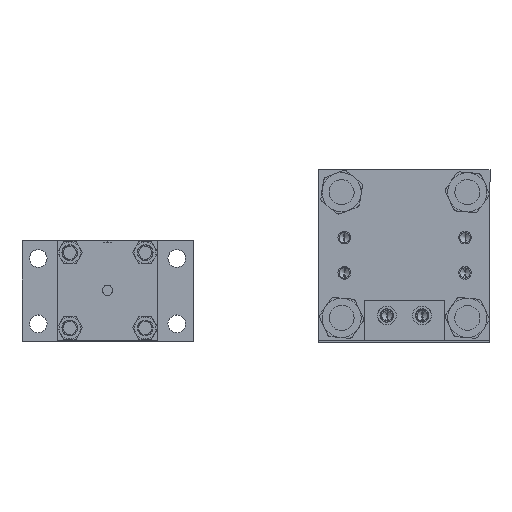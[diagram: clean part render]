
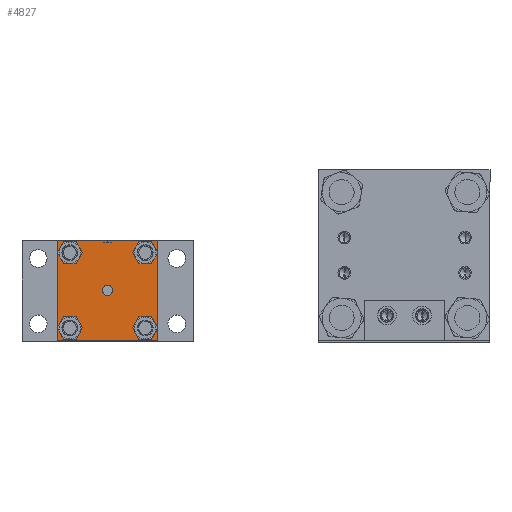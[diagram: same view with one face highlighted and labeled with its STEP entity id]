
A CAD part, top view. The second image highlights one B-rep face of the part: STEP entity #4827.
In plain terms, the highlighted planar face has unit normal (0, 0, 1).
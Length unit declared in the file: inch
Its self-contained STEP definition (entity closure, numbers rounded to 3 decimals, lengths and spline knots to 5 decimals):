
#53 = FACE_BOUND ( 'NONE', #1450, .T. ) ;
#381 = EDGE_CURVE ( 'NONE', #7100, #7942, #12852, .T. ) ;
#435 = DIRECTION ( 'NONE',  ( 1., 0., 0. ) ) ;
#607 = ORIENTED_EDGE ( 'NONE', *, *, #13020, .F. ) ;
#622 = DIRECTION ( 'NONE',  ( 1., 0., 0. ) ) ;
#643 = CARTESIAN_POINT ( 'NONE',  ( 4.77646, 7.39306, 0.5 ) ) ;
#709 = EDGE_LOOP ( 'NONE', ( #7044, #3402, #5531, #15603 ) ) ;
#813 = CARTESIAN_POINT ( 'NONE',  ( 6.83446, 7.39306, 0.5 ) ) ;
#816 = DIRECTION ( 'NONE',  ( 0., 0., 1. ) ) ;
#942 = DIRECTION ( 'NONE',  ( 1., 0., 0. ) ) ;
#1074 = CARTESIAN_POINT ( 'NONE',  ( 4.96446, 7.39306, 0.5 ) ) ;
#1105 = DIRECTION ( 'NONE',  ( 1., 0., 0. ) ) ;
#1226 = ORIENTED_EDGE ( 'NONE', *, *, #12924, .F. ) ;
#1299 = VERTEX_POINT ( 'NONE', #7534 ) ;
#1450 = EDGE_LOOP ( 'NONE', ( #607, #9619 ) ) ;
#1708 = DIRECTION ( 'NONE',  ( 0., 0., 1. ) ) ;
#2040 = EDGE_LOOP ( 'NONE', ( #14865, #4457 ) ) ;
#2324 = AXIS2_PLACEMENT_3D ( 'NONE', #4141, #12720, #622 ) ;
#2453 = VERTEX_POINT ( 'NONE', #11906 ) ;
#2496 = CARTESIAN_POINT ( 'NONE',  ( 5.89946, 8.32806, 0.5 ) ) ;
#2654 = EDGE_CURVE ( 'NONE', #8565, #6993, #7106, .T. ) ;
#2891 = ORIENTED_EDGE ( 'NONE', *, *, #5604, .F. ) ;
#2909 = CARTESIAN_POINT ( 'NONE',  ( 4.64946, 7.07806, 0.5 ) ) ;
#3246 = CARTESIAN_POINT ( 'NONE',  ( 7.02246, 7.39306, 0.5 ) ) ;
#3255 = DIRECTION ( 'NONE',  ( 0., 0., 1. ) ) ;
#3257 = CIRCLE ( 'NONE', #7614, 0.188 ) ;
#3274 = VERTEX_POINT ( 'NONE', #4560 ) ;
#3402 = ORIENTED_EDGE ( 'NONE', *, *, #2654, .T. ) ;
#3621 = FACE_BOUND ( 'NONE', #8382, .T. ) ;
#4049 = VERTEX_POINT ( 'NONE', #12854 ) ;
#4141 = CARTESIAN_POINT ( 'NONE',  ( 5.89946, 8.32806, 0.5 ) ) ;
#4324 = CIRCLE ( 'NONE', #4612, 0.188 ) ;
#4457 = ORIENTED_EDGE ( 'NONE', *, *, #4461, .F. ) ;
#4461 = EDGE_CURVE ( 'NONE', #7273, #8848, #3257, .T. ) ;
#4522 = DIRECTION ( 'NONE',  ( 0., 0., 1. ) ) ;
#4545 = DIRECTION ( 'NONE',  ( 1., 0., 0. ) ) ;
#4560 = CARTESIAN_POINT ( 'NONE',  ( 7.14946, 9.57806, 0.5 ) ) ;
#4602 = CARTESIAN_POINT ( 'NONE',  ( 4.96446, 9.26306, 0.5 ) ) ;
#4612 = AXIS2_PLACEMENT_3D ( 'NONE', #813, #5627, #4545 ) ;
#4621 = EDGE_CURVE ( 'NONE', #1299, #15097, #12027, .T. ) ;
#4638 = CARTESIAN_POINT ( 'NONE',  ( 4.64946, 9.57806, 0.5 ) ) ;
#4827 = ADVANCED_FACE ( 'NONE', ( #3621, #12195, #5918, #5347, #6107, #53 ), #6375, .T. ) ;
#5347 = FACE_BOUND ( 'NONE', #6180, .T. ) ;
#5355 = CARTESIAN_POINT ( 'NONE',  ( 5.89946, 7.07806, 0.5 ) ) ;
#5518 = VERTEX_POINT ( 'NONE', #5618 ) ;
#5531 = ORIENTED_EDGE ( 'NONE', *, *, #12634, .T. ) ;
#5604 = EDGE_CURVE ( 'NONE', #4049, #7473, #6265, .T. ) ;
#5618 = CARTESIAN_POINT ( 'NONE',  ( 6.02601, 8.32806, 0.5 ) ) ;
#5627 = DIRECTION ( 'NONE',  ( 0., 0., 1. ) ) ;
#5808 = VERTEX_POINT ( 'NONE', #9827 ) ;
#5918 = FACE_BOUND ( 'NONE', #2040, .T. ) ;
#6107 = FACE_OUTER_BOUND ( 'NONE', #709, .T. ) ;
#6120 = EDGE_LOOP ( 'NONE', ( #6228, #10575 ) ) ;
#6180 = EDGE_LOOP ( 'NONE', ( #2891, #1226 ) ) ;
#6228 = ORIENTED_EDGE ( 'NONE', *, *, #381, .F. ) ;
#6265 = CIRCLE ( 'NONE', #10217, 0.188 ) ;
#6277 = CARTESIAN_POINT ( 'NONE',  ( 4.64946, 5.57249, 0.5 ) ) ;
#6375 = PLANE ( 'NONE',  #15445 ) ;
#6736 = DIRECTION ( 'NONE',  ( 1., 0., 0. ) ) ;
#6957 = LINE ( 'NONE', #12910, #12498 ) ;
#6993 = VERTEX_POINT ( 'NONE', #2909 ) ;
#7038 = DIRECTION ( 'NONE',  ( 1., 0., 0. ) ) ;
#7044 = ORIENTED_EDGE ( 'NONE', *, *, #10887, .F. ) ;
#7100 = VERTEX_POINT ( 'NONE', #13902 ) ;
#7106 = LINE ( 'NONE', #6277, #11872 ) ;
#7273 = VERTEX_POINT ( 'NONE', #14590 ) ;
#7473 = VERTEX_POINT ( 'NONE', #643 ) ;
#7534 = CARTESIAN_POINT ( 'NONE',  ( 6.64646, 7.39306, 0.5 ) ) ;
#7614 = AXIS2_PLACEMENT_3D ( 'NONE', #15446, #11727, #942 ) ;
#7942 = VERTEX_POINT ( 'NONE', #9784 ) ;
#7981 = CIRCLE ( 'NONE', #13246, 0.12655 ) ;
#8075 = LINE ( 'NONE', #9344, #14528 ) ;
#8189 = EDGE_CURVE ( 'NONE', #5518, #2453, #10853, .T. ) ;
#8382 = EDGE_LOOP ( 'NONE', ( #11897, #13478 ) ) ;
#8565 = VERTEX_POINT ( 'NONE', #4638 ) ;
#8776 = CARTESIAN_POINT ( 'NONE',  ( 5.89946, 5.57249, 0.5 ) ) ;
#8848 = VERTEX_POINT ( 'NONE', #8887 ) ;
#8887 = CARTESIAN_POINT ( 'NONE',  ( 5.15246, 9.26306, 0.5 ) ) ;
#8941 = CIRCLE ( 'NONE', #11168, 0.188 ) ;
#9048 = EDGE_CURVE ( 'NONE', #3274, #5808, #6957, .T. ) ;
#9088 = DIRECTION ( 'NONE',  ( 0., -1., 0. ) ) ;
#9137 = DIRECTION ( 'NONE',  ( 1., 0., 0. ) ) ;
#9344 = CARTESIAN_POINT ( 'NONE',  ( 5.89946, 9.57806, 0.5 ) ) ;
#9561 = DIRECTION ( 'NONE',  ( 1., 0., 0. ) ) ;
#9619 = ORIENTED_EDGE ( 'NONE', *, *, #8189, .F. ) ;
#9784 = CARTESIAN_POINT ( 'NONE',  ( 6.64646, 9.26306, 0.5 ) ) ;
#9827 = CARTESIAN_POINT ( 'NONE',  ( 7.14946, 7.07806, 0.5 ) ) ;
#10006 = AXIS2_PLACEMENT_3D ( 'NONE', #4602, #13101, #7038 ) ;
#10217 = AXIS2_PLACEMENT_3D ( 'NONE', #1074, #3255, #9561 ) ;
#10236 = CARTESIAN_POINT ( 'NONE',  ( 6.83446, 9.26306, 0.5 ) ) ;
#10575 = ORIENTED_EDGE ( 'NONE', *, *, #13448, .F. ) ;
#10607 = DIRECTION ( 'NONE',  ( 1., 0., 0. ) ) ;
#10675 = CIRCLE ( 'NONE', #15275, 0.188 ) ;
#10853 = CIRCLE ( 'NONE', #2324, 0.12655 ) ;
#10887 = EDGE_CURVE ( 'NONE', #8565, #3274, #8075, .T. ) ;
#10903 = LINE ( 'NONE', #5355, #15184 ) ;
#11062 = DIRECTION ( 'NONE',  ( 1., 0., 0. ) ) ;
#11070 = EDGE_CURVE ( 'NONE', #8848, #7273, #11709, .T. ) ;
#11100 = AXIS2_PLACEMENT_3D ( 'NONE', #14005, #816, #9137 ) ;
#11168 = AXIS2_PLACEMENT_3D ( 'NONE', #11833, #4522, #14365 ) ;
#11368 = DIRECTION ( 'NONE',  ( 1., 0., 0. ) ) ;
#11709 = CIRCLE ( 'NONE', #10006, 0.188 ) ;
#11727 = DIRECTION ( 'NONE',  ( 0., 0., 1. ) ) ;
#11833 = CARTESIAN_POINT ( 'NONE',  ( 4.96446, 7.39306, 0.5 ) ) ;
#11872 = VECTOR ( 'NONE', #13611, 39.37008 ) ;
#11897 = ORIENTED_EDGE ( 'NONE', *, *, #14158, .F. ) ;
#11906 = CARTESIAN_POINT ( 'NONE',  ( 5.77291, 8.32806, 0.5 ) ) ;
#12027 = CIRCLE ( 'NONE', #14356, 0.188 ) ;
#12030 = CARTESIAN_POINT ( 'NONE',  ( 6.83446, 7.39306, 0.5 ) ) ;
#12195 = FACE_BOUND ( 'NONE', #6120, .T. ) ;
#12498 = VECTOR ( 'NONE', #9088, 39.37008 ) ;
#12634 = EDGE_CURVE ( 'NONE', #6993, #5808, #10903, .T. ) ;
#12720 = DIRECTION ( 'NONE',  ( 0., 0., 1. ) ) ;
#12852 = CIRCLE ( 'NONE', #11100, 0.188 ) ;
#12854 = CARTESIAN_POINT ( 'NONE',  ( 5.15246, 7.39306, 0.5 ) ) ;
#12910 = CARTESIAN_POINT ( 'NONE',  ( 7.14946, 5.57249, 0.5 ) ) ;
#12924 = EDGE_CURVE ( 'NONE', #7473, #4049, #8941, .T. ) ;
#13020 = EDGE_CURVE ( 'NONE', #2453, #5518, #7981, .T. ) ;
#13101 = DIRECTION ( 'NONE',  ( 0., 0., 1. ) ) ;
#13246 = AXIS2_PLACEMENT_3D ( 'NONE', #2496, #14517, #11062 ) ;
#13448 = EDGE_CURVE ( 'NONE', #7942, #7100, #10675, .T. ) ;
#13478 = ORIENTED_EDGE ( 'NONE', *, *, #4621, .F. ) ;
#13611 = DIRECTION ( 'NONE',  ( 0., -1., 0. ) ) ;
#13807 = DIRECTION ( 'NONE',  ( 0., 0., 1. ) ) ;
#13902 = CARTESIAN_POINT ( 'NONE',  ( 7.02246, 9.26306, 0.5 ) ) ;
#14005 = CARTESIAN_POINT ( 'NONE',  ( 6.83446, 9.26306, 0.5 ) ) ;
#14158 = EDGE_CURVE ( 'NONE', #15097, #1299, #4324, .T. ) ;
#14356 = AXIS2_PLACEMENT_3D ( 'NONE', #12030, #14402, #1105 ) ;
#14365 = DIRECTION ( 'NONE',  ( 1., 0., 0. ) ) ;
#14402 = DIRECTION ( 'NONE',  ( 0., 0., 1. ) ) ;
#14517 = DIRECTION ( 'NONE',  ( 0., 0., 1. ) ) ;
#14528 = VECTOR ( 'NONE', #10607, 39.37008 ) ;
#14590 = CARTESIAN_POINT ( 'NONE',  ( 4.77646, 9.26306, 0.5 ) ) ;
#14865 = ORIENTED_EDGE ( 'NONE', *, *, #11070, .F. ) ;
#15097 = VERTEX_POINT ( 'NONE', #3246 ) ;
#15184 = VECTOR ( 'NONE', #435, 39.37008 ) ;
#15275 = AXIS2_PLACEMENT_3D ( 'NONE', #10236, #13807, #6736 ) ;
#15445 = AXIS2_PLACEMENT_3D ( 'NONE', #8776, #1708, #11368 ) ;
#15446 = CARTESIAN_POINT ( 'NONE',  ( 4.96446, 9.26306, 0.5 ) ) ;
#15603 = ORIENTED_EDGE ( 'NONE', *, *, #9048, .F. ) ;
